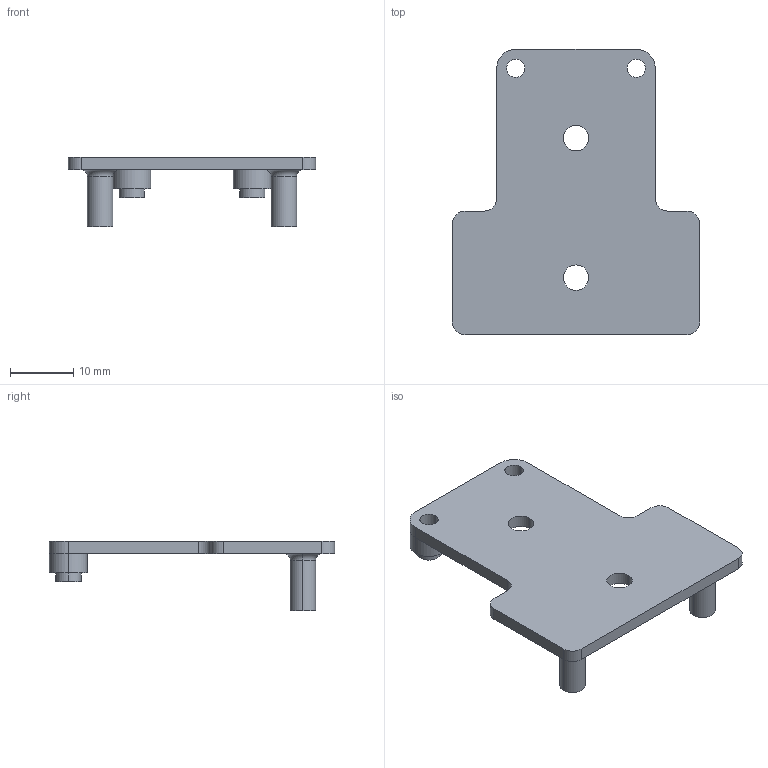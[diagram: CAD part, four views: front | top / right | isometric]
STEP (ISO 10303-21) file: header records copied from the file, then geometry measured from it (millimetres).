
FILE_DESCRIPTION (( 'STEP AP214' ), '1' );
FILE_NAME ('Bottom bracket.STEP', '2022-06-02T10:24:48', ( '' ), ( '' ), 'SwSTEP 2.0', 'SolidWorks 2020', '' );
FILE_SCHEMA (( 'AUTOMOTIVE_DESIGN' ));
Length unit declared in the file: millimetre
Products named in the file (1): Bottom bracket
Bounding box: 39 x 45 x 11 mm (x, y, z)
Volume: 3086.8 mm3; surface area: 3560 mm2
Topology: 1 solids, 1 shells, 48 faces, 116 edges, 74 vertices
Faces by surface type: cylinder 28, plane 16, torus 4
Entity records: 1474 total; most frequent: DIRECTION 278, CARTESIAN_POINT 239, ORIENTED_EDGE 232, EDGE_CURVE 116, AXIS2_PLACEMENT_3D 113, VERTEX_POINT 74, CIRCLE 64, EDGE_LOOP 60
